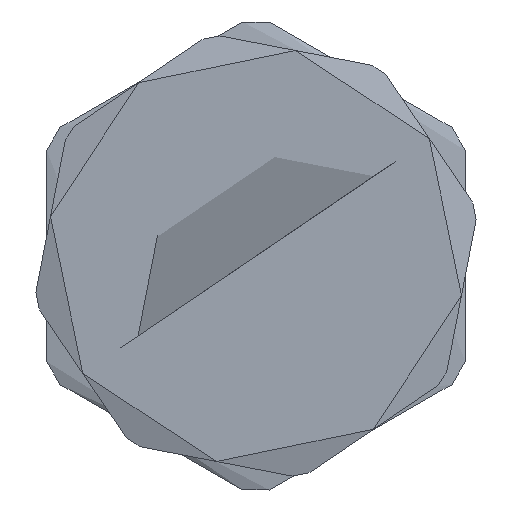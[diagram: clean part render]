
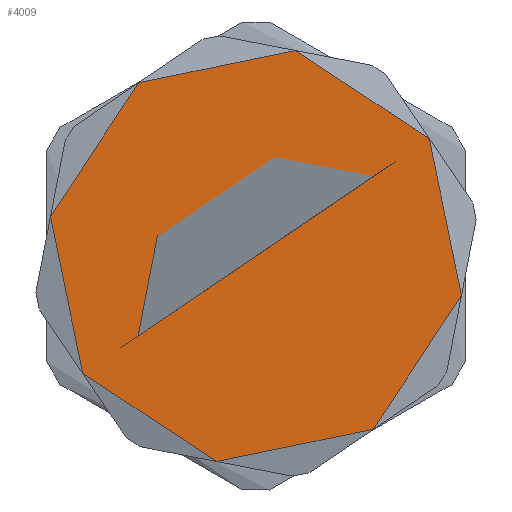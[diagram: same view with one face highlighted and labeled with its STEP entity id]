
A CAD part, left-side view. The second image highlights one B-rep face of the part: STEP entity #4009.
In plain terms, the highlighted free-form (B-spline) face has degree [1, 1] with [2, 2] control points.
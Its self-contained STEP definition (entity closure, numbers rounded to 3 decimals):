
#3016 = VERTEX_POINT('',#3017);
#3017 = CARTESIAN_POINT('',(-37.5,27.,0.));
#3070 = VERTEX_POINT('',#3071);
#3071 = CARTESIAN_POINT('',(0.,27.,-37.5));
#3109 = VERTEX_POINT('',#3110);
#3110 = CARTESIAN_POINT('',(37.5,27.,0.));
#3178 = VERTEX_POINT('',#3179);
#3179 = CARTESIAN_POINT('',(0.,27.,37.5));
#3232 = VERTEX_POINT('',#3233);
#3233 = CARTESIAN_POINT('',(-26.517,27.,26.517));
#3286 = VERTEX_POINT('',#3287);
#3287 = CARTESIAN_POINT('',(26.517,27.,-26.517));
#3340 = VERTEX_POINT('',#3341);
#3341 = CARTESIAN_POINT('',(-26.517,27.,-26.517));
#3394 = VERTEX_POINT('',#3395);
#3395 = CARTESIAN_POINT('',(26.517,27.,26.517));
#3623 = EDGE_CURVE('',#3178,#3394,#3624,.T.);
#3624 = ( BOUNDED_CURVE() B_SPLINE_CURVE(2,(#3625,#3626,#3627),
.UNSPECIFIED.,.F.,.F.) B_SPLINE_CURVE_WITH_KNOTS((3,3),(1.571,
2.356),.PIECEWISE_BEZIER_KNOTS.) CURVE() 
GEOMETRIC_REPRESENTATION_ITEM() RATIONAL_B_SPLINE_CURVE((1.,
0.924,1.)) REPRESENTATION_ITEM('') );
#3625 = CARTESIAN_POINT('',(0.,27.,37.5));
#3626 = CARTESIAN_POINT('',(15.533,27.,37.5));
#3627 = CARTESIAN_POINT('',(26.517,27.,26.517));
#3647 = EDGE_CURVE('',#3070,#3340,#3648,.T.);
#3648 = ( BOUNDED_CURVE() B_SPLINE_CURVE(2,(#3649,#3650,#3651),
.UNSPECIFIED.,.F.,.F.) B_SPLINE_CURVE_WITH_KNOTS((3,3),(4.712,
5.498),.PIECEWISE_BEZIER_KNOTS.) CURVE() 
GEOMETRIC_REPRESENTATION_ITEM() RATIONAL_B_SPLINE_CURVE((1.,
0.924,1.)) REPRESENTATION_ITEM('') );
#3649 = CARTESIAN_POINT('',(0.,27.,-37.5));
#3650 = CARTESIAN_POINT('',(-15.533,27.,-37.5));
#3651 = CARTESIAN_POINT('',(-26.517,27.,-26.517));
#3671 = EDGE_CURVE('',#3016,#3232,#3672,.T.);
#3672 = ( BOUNDED_CURVE() B_SPLINE_CURVE(2,(#3673,#3674,#3675),
.UNSPECIFIED.,.F.,.F.) B_SPLINE_CURVE_WITH_KNOTS((3,3),(0.,
0.785),.PIECEWISE_BEZIER_KNOTS.) CURVE() 
GEOMETRIC_REPRESENTATION_ITEM() RATIONAL_B_SPLINE_CURVE((1.,
0.924,1.)) REPRESENTATION_ITEM('') );
#3673 = CARTESIAN_POINT('',(-37.5,27.,0.));
#3674 = CARTESIAN_POINT('',(-37.5,27.,15.533));
#3675 = CARTESIAN_POINT('',(-26.517,27.,26.517));
#3702 = EDGE_CURVE('',#3232,#3178,#3703,.T.);
#3703 = ( BOUNDED_CURVE() B_SPLINE_CURVE(2,(#3704,#3705,#3706),
.UNSPECIFIED.,.F.,.F.) B_SPLINE_CURVE_WITH_KNOTS((3,3),(0.785,
1.571),.PIECEWISE_BEZIER_KNOTS.) CURVE() 
GEOMETRIC_REPRESENTATION_ITEM() RATIONAL_B_SPLINE_CURVE((1.,
0.924,1.)) REPRESENTATION_ITEM('') );
#3704 = CARTESIAN_POINT('',(-26.517,27.,26.517));
#3705 = CARTESIAN_POINT('',(-15.533,27.,37.5));
#3706 = CARTESIAN_POINT('',(0.,27.,37.5));
#3726 = EDGE_CURVE('',#3394,#3109,#3727,.T.);
#3727 = ( BOUNDED_CURVE() B_SPLINE_CURVE(2,(#3728,#3729,#3730),
.UNSPECIFIED.,.F.,.F.) B_SPLINE_CURVE_WITH_KNOTS((3,3),(2.356,
3.142),.PIECEWISE_BEZIER_KNOTS.) CURVE() 
GEOMETRIC_REPRESENTATION_ITEM() RATIONAL_B_SPLINE_CURVE((1.,
0.924,1.)) REPRESENTATION_ITEM('') );
#3728 = CARTESIAN_POINT('',(26.517,27.,26.517));
#3729 = CARTESIAN_POINT('',(37.5,27.,15.533));
#3730 = CARTESIAN_POINT('',(37.5,27.,0.));
#3743 = EDGE_CURVE('',#3109,#3286,#3744,.T.);
#3744 = ( BOUNDED_CURVE() B_SPLINE_CURVE(2,(#3745,#3746,#3747),
.UNSPECIFIED.,.F.,.F.) B_SPLINE_CURVE_WITH_KNOTS((3,3),(3.142,
3.927),.PIECEWISE_BEZIER_KNOTS.) CURVE() 
GEOMETRIC_REPRESENTATION_ITEM() RATIONAL_B_SPLINE_CURVE((1.,
0.924,1.)) REPRESENTATION_ITEM('') );
#3745 = CARTESIAN_POINT('',(37.5,27.,0.));
#3746 = CARTESIAN_POINT('',(37.5,27.,-15.533));
#3747 = CARTESIAN_POINT('',(26.517,27.,-26.517));
#3774 = EDGE_CURVE('',#3286,#3070,#3775,.T.);
#3775 = ( BOUNDED_CURVE() B_SPLINE_CURVE(2,(#3776,#3777,#3778),
.UNSPECIFIED.,.F.,.F.) B_SPLINE_CURVE_WITH_KNOTS((3,3),(3.927,
4.712),.PIECEWISE_BEZIER_KNOTS.) CURVE() 
GEOMETRIC_REPRESENTATION_ITEM() RATIONAL_B_SPLINE_CURVE((1.,
0.924,1.)) REPRESENTATION_ITEM('') );
#3776 = CARTESIAN_POINT('',(26.517,27.,-26.517));
#3777 = CARTESIAN_POINT('',(15.533,27.,-37.5));
#3778 = CARTESIAN_POINT('',(0.,27.,-37.5));
#3963 = EDGE_CURVE('',#3964,#3966,#3968,.T.);
#3964 = VERTEX_POINT('',#3965);
#3965 = CARTESIAN_POINT('',(-30.154,27.,0.));
#3966 = VERTEX_POINT('',#3967);
#3967 = CARTESIAN_POINT('',(30.154,27.,0.));
#3968 = ( BOUNDED_CURVE() B_SPLINE_CURVE(2,(#3969,#3970,#3971,#3972,
#3973),.UNSPECIFIED.,.F.,.F.) B_SPLINE_CURVE_WITH_KNOTS((3,2,3),(0.,
1.571,3.142),.UNSPECIFIED.) CURVE() 
GEOMETRIC_REPRESENTATION_ITEM() RATIONAL_B_SPLINE_CURVE((1.,
0.707,1.,0.707,1.)) REPRESENTATION_ITEM('') );
#3969 = CARTESIAN_POINT('',(-30.154,27.,0.));
#3970 = CARTESIAN_POINT('',(-30.154,27.,30.154));
#3971 = CARTESIAN_POINT('',(0.,27.,30.154));
#3972 = CARTESIAN_POINT('',(30.154,27.,30.154));
#3973 = CARTESIAN_POINT('',(30.154,27.,0.));
#3975 = EDGE_CURVE('',#3966,#3964,#3976,.T.);
#3976 = ( BOUNDED_CURVE() B_SPLINE_CURVE(2,(#3977,#3978,#3979,#3980,
#3981),.UNSPECIFIED.,.F.,.F.) B_SPLINE_CURVE_WITH_KNOTS((3,2,3),(
    3.142,4.712,6.283),
.PIECEWISE_BEZIER_KNOTS.) CURVE() GEOMETRIC_REPRESENTATION_ITEM() 
RATIONAL_B_SPLINE_CURVE((1.,0.707,1.,0.707,1.)) 
REPRESENTATION_ITEM('') );
#3977 = CARTESIAN_POINT('',(30.154,27.,0.));
#3978 = CARTESIAN_POINT('',(30.154,27.,-30.154));
#3979 = CARTESIAN_POINT('',(0.,27.,-30.154));
#3980 = CARTESIAN_POINT('',(-30.154,27.,-30.154));
#3981 = CARTESIAN_POINT('',(-30.154,27.,0.));
#4009 = ADVANCED_FACE('',(#4010,#4025),#4029,.T.);
#4010 = FACE_BOUND('',#4011,.T.);
#4011 = EDGE_LOOP('',(#4012,#4013,#4019,#4020,#4021,#4022,#4023,#4024));
#4012 = ORIENTED_EDGE('',*,*,#3671,.F.);
#4013 = ORIENTED_EDGE('',*,*,#4014,.F.);
#4014 = EDGE_CURVE('',#3340,#3016,#4015,.T.);
#4015 = ( BOUNDED_CURVE() B_SPLINE_CURVE(2,(#4016,#4017,#4018),
.UNSPECIFIED.,.F.,.F.) B_SPLINE_CURVE_WITH_KNOTS((3,3),(5.498,
6.283),.PIECEWISE_BEZIER_KNOTS.) CURVE() 
GEOMETRIC_REPRESENTATION_ITEM() RATIONAL_B_SPLINE_CURVE((1.,
0.924,1.)) REPRESENTATION_ITEM('') );
#4016 = CARTESIAN_POINT('',(-26.517,27.,-26.517));
#4017 = CARTESIAN_POINT('',(-37.5,27.,-15.533));
#4018 = CARTESIAN_POINT('',(-37.5,27.,0.));
#4019 = ORIENTED_EDGE('',*,*,#3647,.F.);
#4020 = ORIENTED_EDGE('',*,*,#3774,.F.);
#4021 = ORIENTED_EDGE('',*,*,#3743,.F.);
#4022 = ORIENTED_EDGE('',*,*,#3726,.F.);
#4023 = ORIENTED_EDGE('',*,*,#3623,.F.);
#4024 = ORIENTED_EDGE('',*,*,#3702,.F.);
#4025 = FACE_BOUND('',#4026,.T.);
#4026 = EDGE_LOOP('',(#4027,#4028));
#4027 = ORIENTED_EDGE('',*,*,#3963,.T.);
#4028 = ORIENTED_EDGE('',*,*,#3975,.T.);
#4029 = B_SPLINE_SURFACE_WITH_KNOTS('',1,1,(
    (#4030,#4031)
    ,(#4032,#4033
  )),.UNSPECIFIED.,.F.,.F.,.F.,(2,2),(2,2),(-3.751,3.751),(
    -0.368,7.134),.PIECEWISE_BEZIER_KNOTS.);
#4030 = CARTESIAN_POINT('',(-37.51,27.,37.51));
#4031 = CARTESIAN_POINT('',(37.51,27.,37.51));
#4032 = CARTESIAN_POINT('',(-37.51,27.,-37.51));
#4033 = CARTESIAN_POINT('',(37.51,27.,-37.51));
